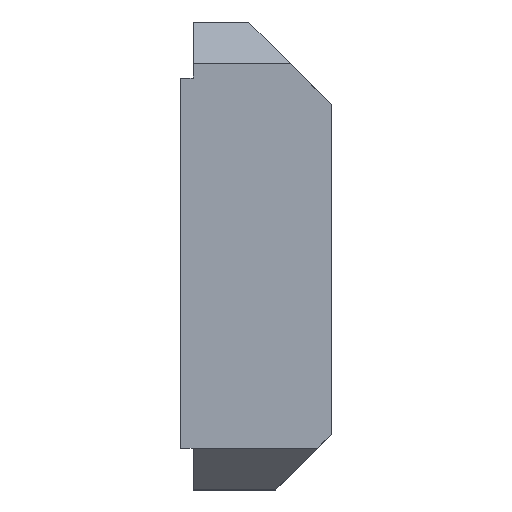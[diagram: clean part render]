
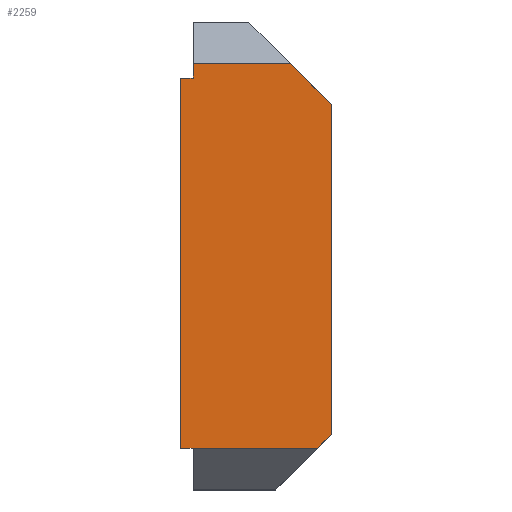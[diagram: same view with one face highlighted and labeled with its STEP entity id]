
A CAD part, top view. The second image highlights one B-rep face of the part: STEP entity #2259.
In plain terms, the highlighted planar face has unit normal (0, 0, 1).
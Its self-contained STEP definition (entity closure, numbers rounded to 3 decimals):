
#285=FACE_OUTER_BOUND('',#409,.T.);
#409=EDGE_LOOP('',(#1903,#1904,#1905,#1906,#1907,#1908,#1909,#1910,#1911));
#512=LINE('',#3464,#717);
#518=LINE('',#3475,#723);
#520=LINE('',#3481,#725);
#526=LINE('',#3493,#731);
#529=LINE('',#3500,#734);
#547=LINE('',#3561,#752);
#622=LINE('',#4060,#827);
#623=LINE('',#4061,#828);
#624=LINE('',#4062,#829);
#717=VECTOR('',#2674,10.);
#723=VECTOR('',#2682,10.);
#725=VECTOR('',#2686,10.);
#731=VECTOR('',#2694,10.);
#734=VECTOR('',#2699,10.);
#752=VECTOR('',#2759,10.);
#827=VECTOR('',#2904,10.);
#828=VECTOR('',#2905,10.);
#829=VECTOR('',#2906,10.);
#980=VERTEX_POINT('',#3460);
#982=VERTEX_POINT('',#3463);
#986=VERTEX_POINT('',#3473);
#988=VERTEX_POINT('',#3478);
#989=VERTEX_POINT('',#3480);
#992=VERTEX_POINT('',#3487);
#994=VERTEX_POINT('',#3491);
#997=VERTEX_POINT('',#3498);
#1005=VERTEX_POINT('',#3560);
#1229=EDGE_CURVE('',#982,#980,#512,.T.);
#1235=EDGE_CURVE('',#986,#980,#518,.T.);
#1237=EDGE_CURVE('',#988,#989,#520,.T.);
#1243=EDGE_CURVE('',#994,#992,#526,.T.);
#1246=EDGE_CURVE('',#986,#997,#529,.T.);
#1270=EDGE_CURVE('',#1005,#997,#547,.T.);
#1390=EDGE_CURVE('',#1005,#989,#622,.T.);
#1391=EDGE_CURVE('',#988,#992,#623,.T.);
#1392=EDGE_CURVE('',#982,#994,#624,.T.);
#1903=ORIENTED_EDGE('',*,*,#1270,.F.);
#1904=ORIENTED_EDGE('',*,*,#1390,.T.);
#1905=ORIENTED_EDGE('',*,*,#1237,.F.);
#1906=ORIENTED_EDGE('',*,*,#1391,.T.);
#1907=ORIENTED_EDGE('',*,*,#1243,.F.);
#1908=ORIENTED_EDGE('',*,*,#1392,.F.);
#1909=ORIENTED_EDGE('',*,*,#1229,.T.);
#1910=ORIENTED_EDGE('',*,*,#1235,.F.);
#1911=ORIENTED_EDGE('',*,*,#1246,.T.);
#2153=PLANE('',#2435);
#2259=ADVANCED_FACE('',(#285),#2153,.T.);
#2435=AXIS2_PLACEMENT_3D('',#4059,#2902,#2903);
#2674=DIRECTION('',(1.,0.,0.));
#2682=DIRECTION('',(-1.,0.,0.));
#2686=DIRECTION('',(1.,0.,0.));
#2694=DIRECTION('',(1.,0.,0.));
#2699=DIRECTION('',(0.707,0.707,0.));
#2759=DIRECTION('',(0.,-1.,0.));
#2902=DIRECTION('center_axis',(0.,0.,
1.));
#2903=DIRECTION('ref_axis',(0.,-1.,0.));
#2904=DIRECTION('',(-0.707,0.707,0.));
#2905=DIRECTION('',(0.,-1.,0.));
#2906=DIRECTION('',(0.,1.,0.));
#3460=CARTESIAN_POINT('',(20.675,-23.125,11.8));
#3463=CARTESIAN_POINT('',(19.175,-23.125,11.8));
#3464=CARTESIAN_POINT('',(19.175,-23.125,11.8));
#3473=CARTESIAN_POINT('',(35.625,-23.125,11.8));
#3475=CARTESIAN_POINT('',(33.96,-23.125,11.8));
#3478=CARTESIAN_POINT('',(20.675,23.125,11.8));
#3480=CARTESIAN_POINT('',(32.375,23.125,11.8));
#3481=CARTESIAN_POINT('',(28.985,23.125,11.8));
#3487=CARTESIAN_POINT('',(20.675,21.375,11.8));
#3491=CARTESIAN_POINT('',(19.175,21.375,11.8));
#3493=CARTESIAN_POINT('',(19.175,21.375,11.8));
#3498=CARTESIAN_POINT('',(37.295,-21.455,11.8));
#3500=CARTESIAN_POINT('',(32.167,-26.583,11.8));
#3560=CARTESIAN_POINT('',(37.295,18.205,11.8));
#3561=CARTESIAN_POINT('',(37.295,13.625,11.8));
#4059=CARTESIAN_POINT('Origin',(19.175,-20.507,11.8));
#4060=CARTESIAN_POINT('',(38.525,16.975,11.8));
#4061=CARTESIAN_POINT('',(20.675,28.125,11.8));
#4062=CARTESIAN_POINT('',(19.175,-23.125,11.8));
